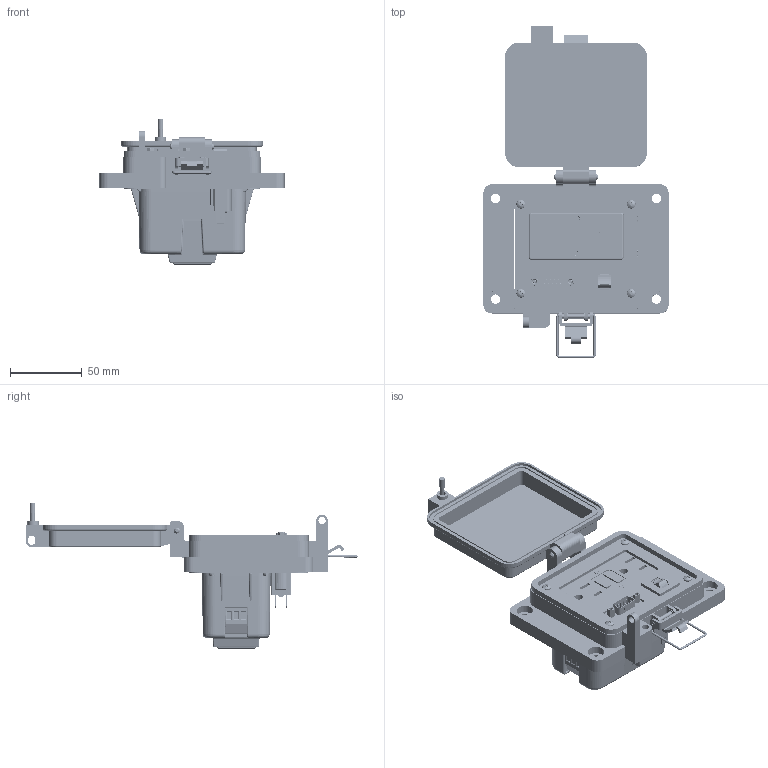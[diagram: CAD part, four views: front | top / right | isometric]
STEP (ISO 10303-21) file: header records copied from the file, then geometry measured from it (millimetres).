
FILE_DESCRIPTION (( 'STEP AP203' ), '1' );
FILE_NAME ('P-Q9-K3RF5_3D.STEP', '2021-12-10T14:52:32', ( '' ), ( '' ), 'SwSTEP 2.0', 'SolidWorks 2019', '' );
FILE_SCHEMA (( 'CONFIG_CONTROL_DESIGN' ));
Length unit declared in the file: millimetre
Products named in the file (16): Z-120-RIOF-SHELL; Z-CB-SM; Z-001-SPR3_16HX; Q7; Z-BULK-DB9MF; P-Q9-K3RF5_3D; 90272A106_ZINC-PLTD STL PAN HEAD PHILLIPS MACHINE SCREW_90272A106; P-Q9-K3RF5_TP; RF; CBX; Z-H-K3_B; Z-200-OTLT-RIOF-15A; P-Q9-K3RF5_FP; P-Q9-K3RF5_BP; 92005A124_METRIC PAN HEAD PHILLIPS MACHINE SCREW_92005A124; Z-200-OTLT-GFIH-15A_sheared
Assembly tree (20 placements, depth 4):
  P-Q9-K3RF5_3D
    P-Q9-K3RF5_BP
    P-Q9-K3RF5_TP
    90272A106_ZINC-PLTD STL PAN HEAD PHILLIPS MACHINE SCREW_90272A106  x2
    Q7
      Z-BULK-DB9MF
      Z-001-SPR3_16HX  x2
    P-Q9-K3RF5_FP
    CBX
      Z-CB-SM
    RF
      Z-200-OTLT-RIOF-15A
        Z-120-RIOF-SHELL
        Z-200-OTLT-GFIH-15A_sheared
    Z-H-K3_B
    92005A124_METRIC PAN HEAD PHILLIPS MACHINE SCREW_92005A124  x4
Bounding box: 129 x 231.18 x 101.5 mm (x, y, z)
Volume: 306866.6 mm3; surface area: 190036.2 mm2
Topology: 44 solids, 50 shells, 6066 faces, 15774 edges, 9978 vertices
Faces by surface type: plane 2351, cylinder 2128, bspline 1224, cone 204, torus 97, sphere 62
Entity records: 223052 total; most frequent: CARTESIAN_POINT 101785, ORIENTED_EDGE 27604, DIRECTION 20586, EDGE_CURVE 13802, VERTEX_POINT 8694, LINE 7842, VECTOR 7842, AXIS2_PLACEMENT_3D 6372
